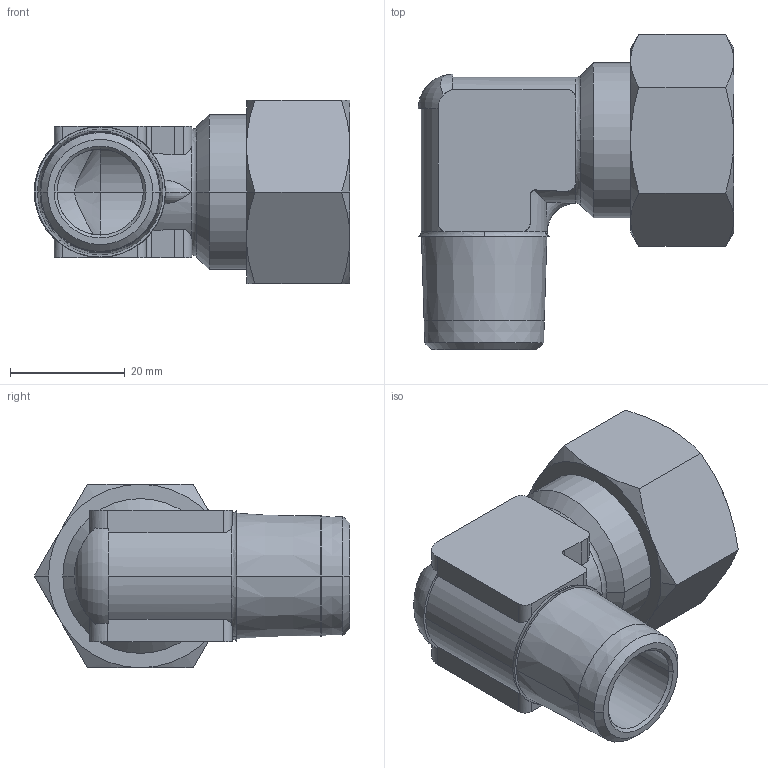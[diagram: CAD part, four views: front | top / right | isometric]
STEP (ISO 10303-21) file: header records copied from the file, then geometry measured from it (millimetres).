
FILE_DESCRIPTION(('STEP AP214'),'1');
FILE_NAME('0109_20_21.stp','2016-07-07T14:32:23',('TraceParts'),('TraceParts S.A.'),'Spatial InterOp 3D',' ',' ');
FILE_SCHEMA(('automotive_design'));
Length unit declared in the file: millimetre
Products named in the file (1): 1
Bounding box: 55.02 x 54.98 x 32 mm (x, y, z)
Volume: 23255.5 mm3; surface area: 12401 mm2
Topology: 1 solids, 1 shells, 111 faces, 284 edges, 179 vertices
Faces by surface type: cylinder 40, cone 34, plane 30, torus 7
Entity records: 3987 total; most frequent: CARTESIAN_POINT 1357, ORIENTED_EDGE 568, DIRECTION 544, EDGE_CURVE 284, AXIS2_PLACEMENT_3D 224, VERTEX_POINT 179, EDGE_LOOP 117, ADVANCED_FACE 111
